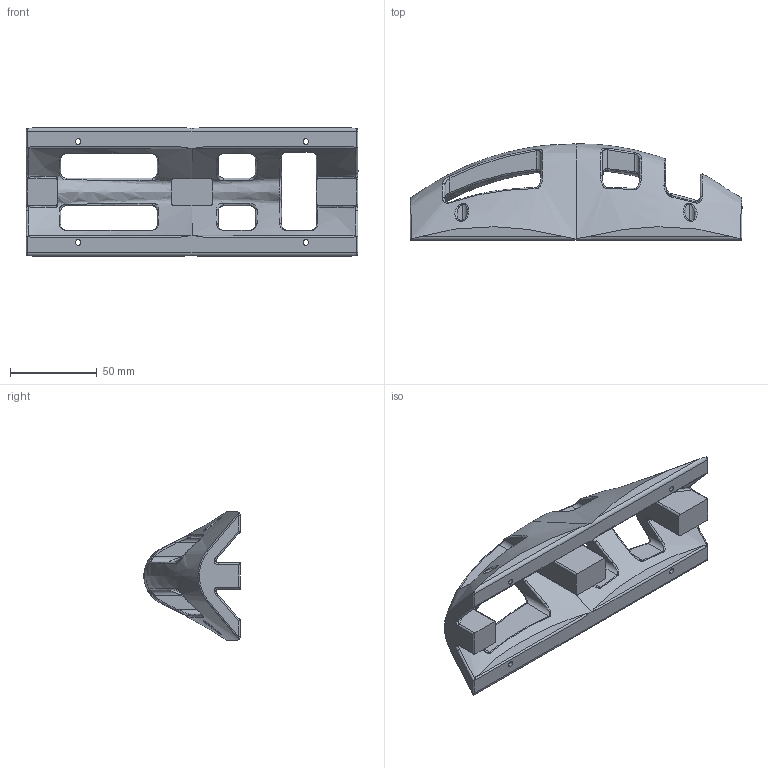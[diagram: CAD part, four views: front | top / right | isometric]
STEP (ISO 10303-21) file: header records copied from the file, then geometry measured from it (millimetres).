
FILE_DESCRIPTION (( 'STEP AP203' ), '1' );
FILE_NAME ('go2_turtle_shell2.STEP', '2024-06-24T09:44:35', ( '' ), ( '' ), 'SwSTEP 2.0', 'SolidWorks 2022', '' );
FILE_SCHEMA (( 'CONFIG_CONTROL_DESIGN' ));
Length unit declared in the file: millimetre
Products named in the file (1): go2_turtle_shell2
Bounding box: 191 x 55.43 x 74 mm (x, y, z)
Volume: 182809.8 mm3; surface area: 50422.2 mm2
Topology: 1 solids, 1 shells, 231 faces, 606 edges, 380 vertices
Faces by surface type: bspline 119, cylinder 60, plane 48, torus 4
Entity records: 17059 total; most frequent: CARTESIAN_POINT 12295, ORIENTED_EDGE 1212, DIRECTION 648, EDGE_CURVE 606, VERTEX_POINT 380, B_SPLINE_CURVE_WITH_KNOTS 331, AXIS2_PLACEMENT_3D 264, EDGE_LOOP 252
